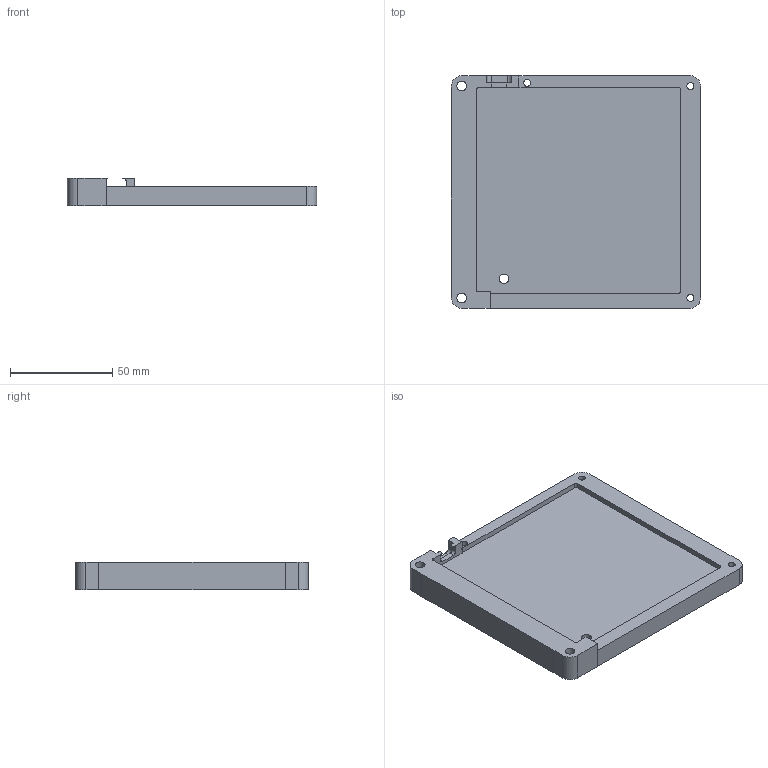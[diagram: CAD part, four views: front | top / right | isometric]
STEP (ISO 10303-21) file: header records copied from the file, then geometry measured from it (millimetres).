
FILE_DESCRIPTION(/* description */ (''),/* implementation_level */ '2;1');
FILE_NAME(/* name */ 'MainBody.step',/* time_stamp */ '2024-10-19T12:10:05+02:00',/* author */ (''),/* organization */ (''),/* preprocessor_version */ 'ST-DEVELOPER v20',/* originating_system */ 'Autodesk Translation Framework v13.20.0.188',/* authorisation */ '');
FILE_SCHEMA (('AUTOMOTIVE_DESIGN { 1 0 10303 214 3 1 1 }'));
Length unit declared in the file: millimetre
Products named in the file (1): Ridges
Bounding box: 121.94 x 113.75 x 13.6 mm (x, y, z)
Volume: 110622.5 mm3; surface area: 35296 mm2
Topology: 1 solids, 1 shells, 56 faces, 162 edges, 108 vertices
Faces by surface type: plane 36, cylinder 20
Full cylindrical faces by diameter (mm): 3.4 x3, 4.7 x3
Entity records: 1910 total; most frequent: CARTESIAN_POINT 327, ORIENTED_EDGE 324, DIRECTION 316, EDGE_CURVE 162, LINE 122, VECTOR 122, VERTEX_POINT 108, AXIS2_PLACEMENT_3D 97
